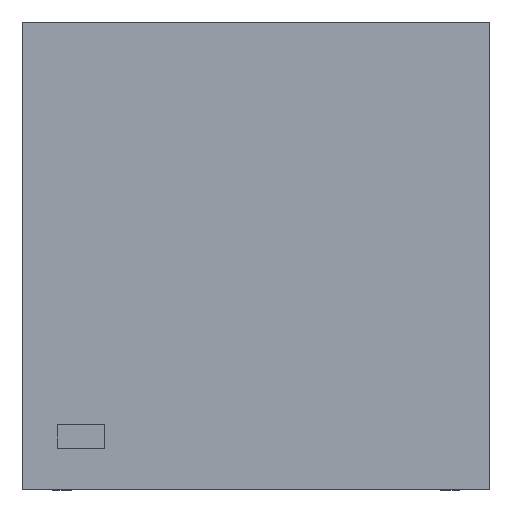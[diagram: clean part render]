
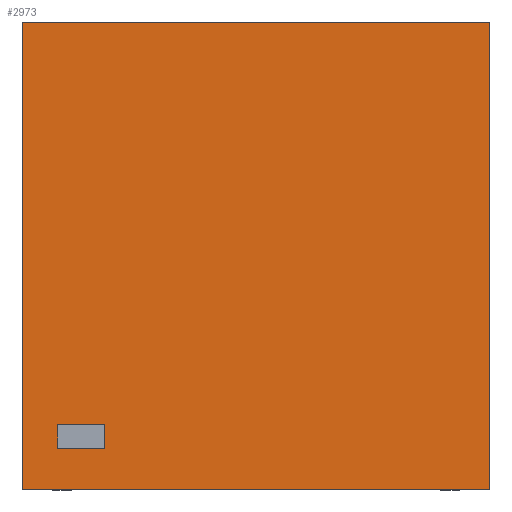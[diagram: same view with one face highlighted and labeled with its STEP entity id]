
A CAD part, top view. The second image highlights one B-rep face of the part: STEP entity #2973.
In plain terms, the highlighted planar face has unit normal (0, 0, 1).
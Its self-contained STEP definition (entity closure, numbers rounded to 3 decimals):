
#180 = DIRECTION ( 'NONE',  ( 0., 0., 1. ) ) ;
#271 = VERTEX_POINT ( 'NONE', #12320 ) ;
#294 = EDGE_CURVE ( 'NONE', #3954, #1184, #986, .T. ) ;
#426 = CARTESIAN_POINT ( 'NONE',  ( -0.424, -0.362, 0.8 ) ) ;
#494 = EDGE_CURVE ( 'NONE', #10369, #271, #9963, .T. ) ;
#874 = DIRECTION ( 'NONE',  ( 1., 0., 0. ) ) ;
#986 = LINE ( 'NONE', #10246, #10292 ) ;
#1043 = DIRECTION ( 'NONE',  ( -1., 0., 0. ) ) ;
#1184 = VERTEX_POINT ( 'NONE', #8450 ) ;
#1232 = FACE_BOUND ( 'NONE', #9646, .T. ) ;
#1519 = DIRECTION ( 'NONE',  ( 1., 0., 0. ) ) ;
#1536 = VECTOR ( 'NONE', #1043, 1000. ) ;
#1659 = ORIENTED_EDGE ( 'NONE', *, *, #14091, .T. ) ;
#1935 = CARTESIAN_POINT ( 'NONE',  ( -0.5, 0.5, 0.8 ) ) ;
#1994 = DIRECTION ( 'NONE',  ( 0., 1., 0. ) ) ;
#2145 = LINE ( 'NONE', #11279, #1536 ) ;
#2156 = EDGE_CURVE ( 'NONE', #14125, #3954, #3764, .T. ) ;
#2300 = DIRECTION ( 'NONE',  ( 0., 1., 0. ) ) ;
#2890 = EDGE_CURVE ( 'NONE', #271, #11865, #14456, .T. ) ;
#2973 = ADVANCED_FACE ( 'NONE', ( #1232, #5837 ), #10345, .T. ) ;
#3302 = AXIS2_PLACEMENT_3D ( 'NONE', #6063, #180, #1519 ) ;
#3753 = CARTESIAN_POINT ( 'NONE',  ( -0.5, 0.5, 0.8 ) ) ;
#3759 = ORIENTED_EDGE ( 'NONE', *, *, #294, .F. ) ;
#3764 = LINE ( 'NONE', #426, #12440 ) ;
#3954 = VERTEX_POINT ( 'NONE', #9694 ) ;
#3986 = CARTESIAN_POINT ( 'NONE',  ( -0.424, -0.362, 0.8 ) ) ;
#4017 = ORIENTED_EDGE ( 'NONE', *, *, #7916, .F. ) ;
#4500 = VECTOR ( 'NONE', #874, 1000. ) ;
#4592 = ORIENTED_EDGE ( 'NONE', *, *, #2156, .F. ) ;
#4648 = ORIENTED_EDGE ( 'NONE', *, *, #494, .T. ) ;
#4971 = VECTOR ( 'NONE', #1994, 1000. ) ;
#5075 = VECTOR ( 'NONE', #6758, 1000. ) ;
#5160 = ORIENTED_EDGE ( 'NONE', *, *, #6665, .F. ) ;
#5494 = CARTESIAN_POINT ( 'NONE',  ( -0.323, -0.362, 0.8 ) ) ;
#5640 = EDGE_CURVE ( 'NONE', #11570, #10369, #9116, .T. ) ;
#5837 = FACE_OUTER_BOUND ( 'NONE', #9456, .T. ) ;
#6063 = CARTESIAN_POINT ( 'NONE',  ( 0., 0., 0.8 ) ) ;
#6665 = EDGE_CURVE ( 'NONE', #1184, #13730, #6689, .T. ) ;
#6689 = LINE ( 'NONE', #5494, #4971 ) ;
#6758 = DIRECTION ( 'NONE',  ( -1., 0., 0. ) ) ;
#7044 = DIRECTION ( 'NONE',  ( 0., -1., 0. ) ) ;
#7099 = CARTESIAN_POINT ( 'NONE',  ( -0.5, 0.5, 0.8 ) ) ;
#7508 = CARTESIAN_POINT ( 'NONE',  ( 0.5, -0.5, 0.8 ) ) ;
#7916 = EDGE_CURVE ( 'NONE', #13730, #14125, #2145, .T. ) ;
#8412 = VECTOR ( 'NONE', #12123, 1000. ) ;
#8450 = CARTESIAN_POINT ( 'NONE',  ( -0.323, -0.412, 0.8 ) ) ;
#9116 = LINE ( 'NONE', #3753, #5075 ) ;
#9207 = DIRECTION ( 'NONE',  ( 1., 0., 0. ) ) ;
#9385 = VECTOR ( 'NONE', #2300, 1000. ) ;
#9456 = EDGE_LOOP ( 'NONE', ( #1659, #10785, #4648, #10763 ) ) ;
#9646 = EDGE_LOOP ( 'NONE', ( #5160, #3759, #4592, #4017 ) ) ;
#9694 = CARTESIAN_POINT ( 'NONE',  ( -0.424, -0.412, 0.8 ) ) ;
#9963 = LINE ( 'NONE', #1935, #8412 ) ;
#10246 = CARTESIAN_POINT ( 'NONE',  ( -0.424, -0.412, 0.8 ) ) ;
#10292 = VECTOR ( 'NONE', #9207, 1000. ) ;
#10345 = PLANE ( 'NONE',  #3302 ) ;
#10369 = VERTEX_POINT ( 'NONE', #7099 ) ;
#10376 = CARTESIAN_POINT ( 'NONE',  ( 0.5, 0.5, 0.8 ) ) ;
#10763 = ORIENTED_EDGE ( 'NONE', *, *, #2890, .T. ) ;
#10785 = ORIENTED_EDGE ( 'NONE', *, *, #5640, .T. ) ;
#10959 = CARTESIAN_POINT ( 'NONE',  ( -0.5, -0.5, 0.8 ) ) ;
#11279 = CARTESIAN_POINT ( 'NONE',  ( -0.424, -0.362, 0.8 ) ) ;
#11570 = VERTEX_POINT ( 'NONE', #13167 ) ;
#11865 = VERTEX_POINT ( 'NONE', #7508 ) ;
#12123 = DIRECTION ( 'NONE',  ( 0., -1., 0. ) ) ;
#12320 = CARTESIAN_POINT ( 'NONE',  ( -0.5, -0.5, 0.8 ) ) ;
#12381 = CARTESIAN_POINT ( 'NONE',  ( -0.323, -0.362, 0.8 ) ) ;
#12440 = VECTOR ( 'NONE', #7044, 1000. ) ;
#12547 = LINE ( 'NONE', #10376, #9385 ) ;
#13167 = CARTESIAN_POINT ( 'NONE',  ( 0.5, 0.5, 0.8 ) ) ;
#13730 = VERTEX_POINT ( 'NONE', #12381 ) ;
#14091 = EDGE_CURVE ( 'NONE', #11865, #11570, #12547, .T. ) ;
#14125 = VERTEX_POINT ( 'NONE', #3986 ) ;
#14456 = LINE ( 'NONE', #10959, #4500 ) ;
